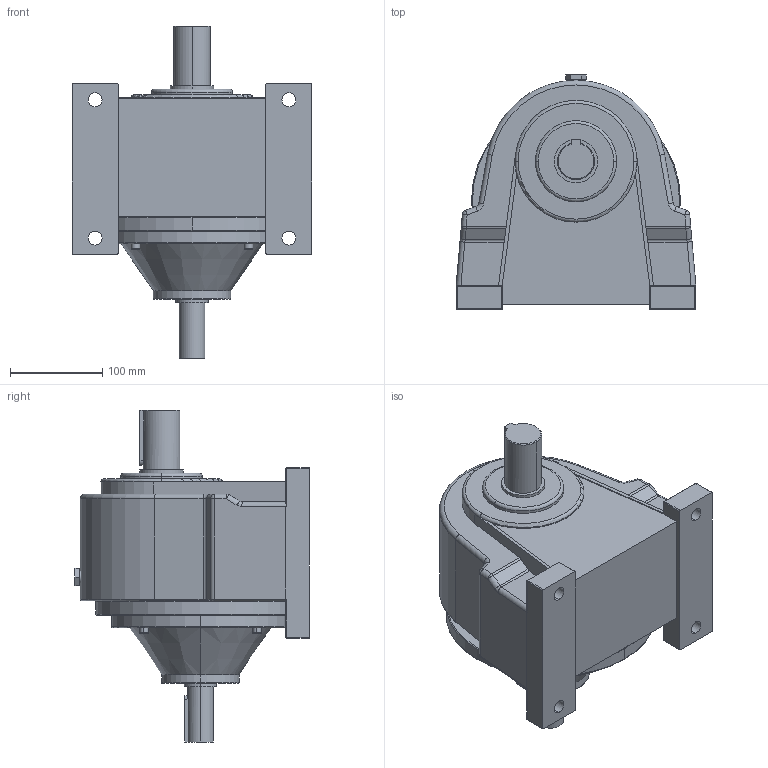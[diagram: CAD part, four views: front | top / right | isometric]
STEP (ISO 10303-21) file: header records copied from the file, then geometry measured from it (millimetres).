
FILE_DESCRIPTION (( 'STEP AP214' ), '1' );
FILE_NAME ('STP_40_2200W 3HP_HO梓袧_2.step', '2021-12-06T09:06:32', ( 'IT Division' ), ( 'IT' ), 'SwSTEP 2.0', 'SolidWorks 2016', '' );
FILE_SCHEMA (( 'AUTOMOTIVE_DESIGN' ));
Length unit declared in the file: millimetre
Products named in the file (1): STP_40_2200W 3HP_HO梓袧_2
Bounding box: 260 x 253.85 x 360 mm (x, y, z)
Volume: 8211845.1 mm3; surface area: 430354.4 mm2
Topology: 4 solids, 4 shells, 223 faces, 526 edges, 318 vertices
Faces by surface type: plane 92, cylinder 85, torus 28, sphere 13, cone 3, bspline 2
Entity records: 6776 total; most frequent: CARTESIAN_POINT 1276, DIRECTION 1146, ORIENTED_EDGE 1036, EDGE_CURVE 518, AXIS2_PLACEMENT_3D 432, VERTEX_POINT 318, LINE 282, VECTOR 282
